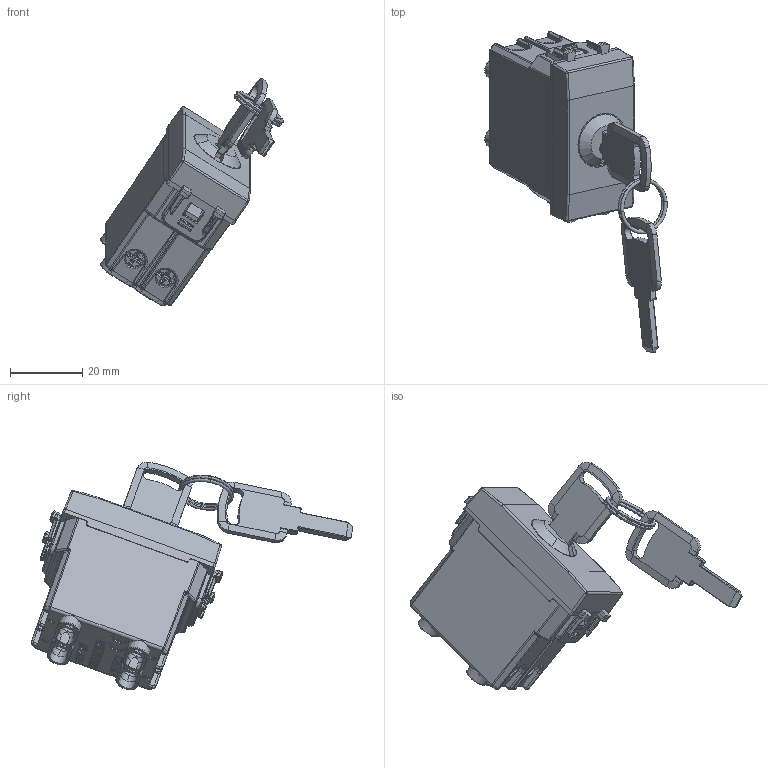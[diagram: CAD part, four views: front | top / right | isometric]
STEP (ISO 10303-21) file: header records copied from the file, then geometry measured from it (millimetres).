
FILE_DESCRIPTION(('CATIA V5 STEP Exchange'),'2;1');
FILE_NAME('441075.stp','2024-02-15T11:05:08+00:00',('none'),('none'),'CATIA Version 5-6 Release 2016 SP6','CATIA V5 STEP AP203','none');
FILE_SCHEMA(('CONFIG_CONTROL_DESIGN'));
Products named in the file (1): 441075
Assembly tree (17 placements, depth 2):
  441075
    #57
    #6369
    #64276
    #102359  x2
    #103689  x2
    #104682  x4
    #106634  x2
    #107633  x2
    #108639  x2
Bounding box: 50.62 x 89.22 x 63.2 mm (x, y, z)
Volume: 20390.8 mm3; surface area: 30241.2 mm2
Topology: 24 solids, 24 shells, 3464 faces, 9354 edges, 5850 vertices
Faces by surface type: plane 1861, cylinder 942, bspline 220, cone 192, torus 113, sphere 90, extrusion 34, revolution 12
Entity records: 110331 total; most frequent: CARTESIAN_POINT 40837, ORIENTED_EDGE 16512, DIRECTION 10667, EDGE_CURVE 8256, VERTEX_POINT 5207, VECTOR 4865, LINE 4831, AXIS2_PLACEMENT_3D 3449
